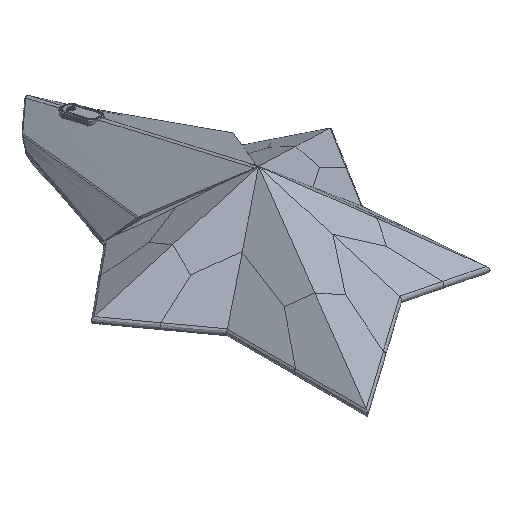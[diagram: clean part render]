
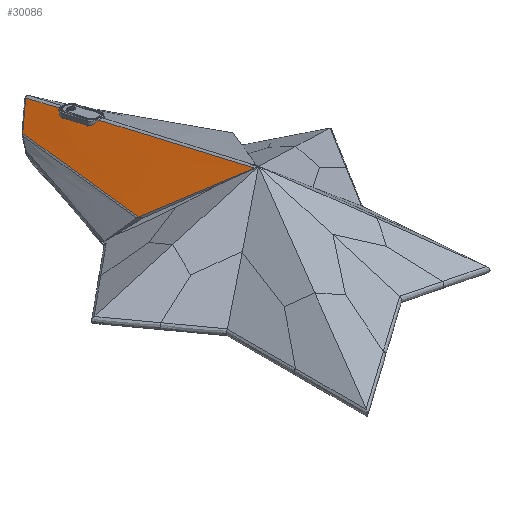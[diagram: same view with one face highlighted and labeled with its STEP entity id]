
A CAD part, isometric view. The second image highlights one B-rep face of the part: STEP entity #30086.
In plain terms, the highlighted free-form (B-spline) face has degree [3, 3] with [4, 4] control points.
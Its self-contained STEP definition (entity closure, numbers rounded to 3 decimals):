
#28775 = VERTEX_POINT('',#28776);
#28776 = CARTESIAN_POINT('',(-0.705,78.364,
    6.501));
#28823 = VERTEX_POINT('',#28824);
#28824 = CARTESIAN_POINT('',(-8.26,71.782,
    3.129));
#28876 = EDGE_CURVE('',#28823,#28775,#28877,.T.);
#28877 = B_SPLINE_CURVE_WITH_KNOTS('',3,(#28878,#28879,#28880,#28881),
  .UNSPECIFIED.,.F.,.F.,(4,4),(-0.857,-0.056),
  .PIECEWISE_BEZIER_KNOTS.);
#28878 = CARTESIAN_POINT('',(-8.26,71.782,
    3.129));
#28879 = CARTESIAN_POINT('',(-5.737,73.971,
    4.251));
#28880 = CARTESIAN_POINT('',(-3.22,76.167,
    5.376));
#28881 = CARTESIAN_POINT('',(-0.705,78.364,
    6.501));
#29882 = VERTEX_POINT('',#29883);
#29883 = CARTESIAN_POINT('',(-8.798,71.262,
    2.903));
#30055 = EDGE_CURVE('',#29882,#28823,#30056,.T.);
#30056 = B_SPLINE_CURVE_WITH_KNOTS('',3,(#30057,#30058,#30059,#30060),
  .UNSPECIFIED.,.F.,.F.,(4,4),(-0.06,-0.001),
  .PIECEWISE_BEZIER_KNOTS.);
#30057 = CARTESIAN_POINT('',(-8.798,71.262,
    2.903));
#30058 = CARTESIAN_POINT('',(-8.619,71.435,
    2.978));
#30059 = CARTESIAN_POINT('',(-8.439,71.609,
    3.053));
#30060 = CARTESIAN_POINT('',(-8.26,71.782,
    3.129));
#30086 = ADVANCED_FACE('',(#30087),#30177,.T.);
#30087 = FACE_BOUND('',#30088,.T.);
#30088 = EDGE_LOOP('',(#30089,#30090,#30091,#30101,#30110,#30119,#30140,
    #30149,#30170));
#30089 = ORIENTED_EDGE('',*,*,#28876,.F.);
#30090 = ORIENTED_EDGE('',*,*,#30055,.F.);
#30091 = ORIENTED_EDGE('',*,*,#30092,.F.);
#30092 = EDGE_CURVE('',#30093,#29882,#30095,.T.);
#30093 = VERTEX_POINT('',#30094);
#30094 = CARTESIAN_POINT('',(-20.668,17.35,
    9.377));
#30095 = B_SPLINE_CURVE_WITH_KNOTS('',3,(#30096,#30097,#30098,#30099,
    #30100),.UNSPECIFIED.,.F.,.F.,(4,1,4),(-0.023,
    2.081,4.186),.UNSPECIFIED.);
#30096 = CARTESIAN_POINT('',(-20.668,17.35,
    9.377));
#30097 = CARTESIAN_POINT('',(-18.692,26.335,
    8.293));
#30098 = CARTESIAN_POINT('',(-14.739,44.306,
    6.129));
#30099 = CARTESIAN_POINT('',(-10.782,62.278,
    3.966));
#30100 = CARTESIAN_POINT('',(-8.798,71.262,
    2.903));
#30101 = ORIENTED_EDGE('',*,*,#30102,.F.);
#30102 = EDGE_CURVE('',#30103,#30093,#30105,.T.);
#30103 = VERTEX_POINT('',#30104);
#30104 = CARTESIAN_POINT('',(-0.548,-5.021,
    25.961));
#30105 = B_SPLINE_CURVE_WITH_KNOTS('',3,(#30106,#30107,#30108,#30109),
  .UNSPECIFIED.,.F.,.F.,(4,4),(0.026,0.992),
  .PIECEWISE_BEZIER_KNOTS.);
#30106 = CARTESIAN_POINT('',(-0.548,-5.021,
    25.961));
#30107 = CARTESIAN_POINT('',(-7.255,2.436,
    20.433));
#30108 = CARTESIAN_POINT('',(-13.961,9.893,
    14.905));
#30109 = CARTESIAN_POINT('',(-20.668,17.35,
    9.377));
#30110 = ORIENTED_EDGE('',*,*,#30111,.F.);
#30111 = EDGE_CURVE('',#30112,#30103,#30114,.T.);
#30112 = VERTEX_POINT('',#30113);
#30113 = CARTESIAN_POINT('',(-0.62,51.752,
    12.747));
#30114 = B_SPLINE_CURVE_WITH_KNOTS('',3,(#30115,#30116,#30117,#30118),
  .UNSPECIFIED.,.F.,.F.,(4,4),(2.14,6.554),
  .PIECEWISE_BEZIER_KNOTS.);
#30115 = CARTESIAN_POINT('',(-0.62,51.752,
    12.747));
#30116 = CARTESIAN_POINT('',(-0.58,32.831,
    17.167));
#30117 = CARTESIAN_POINT('',(-0.562,13.906,
    21.565));
#30118 = CARTESIAN_POINT('',(-0.548,-5.021,
    25.961));
#30119 = ORIENTED_EDGE('',*,*,#30120,.T.);
#30120 = EDGE_CURVE('',#30112,#30121,#30123,.T.);
#30121 = VERTEX_POINT('',#30122);
#30122 = CARTESIAN_POINT('',(-2.641,53.984,
    10.999));
#30123 = B_SPLINE_CURVE_WITH_KNOTS('',3,(#30124,#30125,#30126,#30127,
    #30128,#30129,#30130,#30131,#30132,#30133,#30134,#30135,#30136,
    #30137,#30138,#30139),.UNSPECIFIED.,.F.,.F.,(4,2,2,2,2,2,2,4),(
    -0.628,-0.6,-0.519,-0.453,
    -0.391,-0.361,-0.345,-0.342),
  .UNSPECIFIED.);
#30124 = CARTESIAN_POINT('',(-0.62,51.752,
    12.747));
#30125 = CARTESIAN_POINT('',(-0.725,51.763,
    12.68));
#30126 = CARTESIAN_POINT('',(-0.829,51.781,
    12.613));
#30127 = CARTESIAN_POINT('',(-1.222,51.873,
    12.354));
#30128 = CARTESIAN_POINT('',(-1.497,51.994,
    12.159));
#30129 = CARTESIAN_POINT('',(-1.939,52.312,
    11.817));
#30130 = CARTESIAN_POINT('',(-2.115,52.49,
    11.669));
#30131 = CARTESIAN_POINT('',(-2.394,52.901,
    11.403));
#30132 = CARTESIAN_POINT('',(-2.498,53.127,
    11.287));
#30133 = CARTESIAN_POINT('',(-2.595,53.494,
    11.142));
#30134 = CARTESIAN_POINT('',(-2.617,53.617,
    11.099));
#30135 = CARTESIAN_POINT('',(-2.636,53.81,
    11.043));
#30136 = CARTESIAN_POINT('',(-2.64,53.877,
    11.025));
#30137 = CARTESIAN_POINT('',(-2.641,53.958,
    11.005));
#30138 = CARTESIAN_POINT('',(-2.641,53.971,
    11.002));
#30139 = CARTESIAN_POINT('',(-2.641,53.984,
    10.999));
#30140 = ORIENTED_EDGE('',*,*,#30141,.T.);
#30141 = EDGE_CURVE('',#30121,#30142,#30144,.T.);
#30142 = VERTEX_POINT('',#30143);
#30143 = CARTESIAN_POINT('',(-2.641,62.983,
    8.881));
#30144 = B_SPLINE_CURVE_WITH_KNOTS('',3,(#30145,#30146,#30147,#30148),
  .UNSPECIFIED.,.F.,.F.,(4,4),(-0.871,-0.183),
  .PIECEWISE_BEZIER_KNOTS.);
#30145 = CARTESIAN_POINT('',(-2.641,53.984,
    10.999));
#30146 = CARTESIAN_POINT('',(-2.641,56.97,
    10.297));
#30147 = CARTESIAN_POINT('',(-2.641,60.,
    9.584));
#30148 = CARTESIAN_POINT('',(-2.641,62.983,
    8.881));
#30149 = ORIENTED_EDGE('',*,*,#30150,.T.);
#30150 = EDGE_CURVE('',#30142,#30151,#30153,.T.);
#30151 = VERTEX_POINT('',#30152);
#30152 = CARTESIAN_POINT('',(-0.656,65.745,
    9.472));
#30153 = B_SPLINE_CURVE_WITH_KNOTS('',3,(#30154,#30155,#30156,#30157,
    #30158,#30159,#30160,#30161,#30162,#30163,#30164,#30165,#30166,
    #30167,#30168,#30169),.UNSPECIFIED.,.F.,.F.,(4,2,2,2,2,2,2,4),(
    -0.343,-0.342,-0.33,-0.317,
    -0.295,-0.224,-0.154,-0.059)
  ,.UNSPECIFIED.);
#30154 = CARTESIAN_POINT('',(-2.641,62.983,
    8.881));
#30155 = CARTESIAN_POINT('',(-2.641,62.988,
    8.879));
#30156 = CARTESIAN_POINT('',(-2.641,62.992,
    8.878));
#30157 = CARTESIAN_POINT('',(-2.641,63.046,
    8.866));
#30158 = CARTESIAN_POINT('',(-2.639,63.094,
    8.855));
#30159 = CARTESIAN_POINT('',(-2.633,63.199,
    8.835));
#30160 = CARTESIAN_POINT('',(-2.627,63.255,
    8.825));
#30161 = CARTESIAN_POINT('',(-2.608,63.407,
    8.801));
#30162 = CARTESIAN_POINT('',(-2.59,63.503,
    8.79));
#30163 = CARTESIAN_POINT('',(-2.495,63.898,
    8.756));
#30164 = CARTESIAN_POINT('',(-2.372,64.185,
    8.764));
#30165 = CARTESIAN_POINT('',(-2.051,64.708,
    8.842));
#30166 = CARTESIAN_POINT('',(-1.856,64.939,
    8.91));
#30167 = CARTESIAN_POINT('',(-1.342,65.405,
    9.122));
#30168 = CARTESIAN_POINT('',(-1.006,65.61,
    9.284));
#30169 = CARTESIAN_POINT('',(-0.656,65.745,
    9.472));
#30170 = ORIENTED_EDGE('',*,*,#30171,.F.);
#30171 = EDGE_CURVE('',#28775,#30151,#30172,.T.);
#30172 = B_SPLINE_CURVE_WITH_KNOTS('',3,(#30173,#30174,#30175,#30176),
  .UNSPECIFIED.,.F.,.F.,(4,4),(0.071,1.052),
  .PIECEWISE_BEZIER_KNOTS.);
#30173 = CARTESIAN_POINT('',(-0.705,78.364,
    6.501));
#30174 = CARTESIAN_POINT('',(-0.684,74.159,
    7.495));
#30175 = CARTESIAN_POINT('',(-0.669,69.952,
    8.484));
#30176 = CARTESIAN_POINT('',(-0.656,65.745,
    9.472));
#30177 = B_SPLINE_SURFACE_WITH_KNOTS('',3,3,(
    (#30178,#30179,#30180,#30181)
    ,(#30182,#30183,#30184,#30185)
    ,(#30186,#30187,#30188,#30189)
    ,(#30190,#30191,#30192,#30193
    )),.UNSPECIFIED.,.F.,.F.,.F.,(4,4),(4,4),(0.,1.),(0.,1.),
  .PIECEWISE_BEZIER_KNOTS.);
#30178 = CARTESIAN_POINT('',(0.,-5.63,26.413));
#30179 = CARTESIAN_POINT('',(-6.943,2.089,
    20.69));
#30180 = CARTESIAN_POINT('',(-13.886,9.809,
    14.967));
#30181 = CARTESIAN_POINT('',(-20.829,17.529,
    9.245));
#30182 = CARTESIAN_POINT('',(0.,22.879,19.81));
#30183 = CARTESIAN_POINT('',(-5.61,27.166,
    15.554));
#30184 = CARTESIAN_POINT('',(-11.219,31.452,
    11.299));
#30185 = CARTESIAN_POINT('',(-16.829,35.738,
    7.043));
#30186 = CARTESIAN_POINT('',(0.,51.389,13.206));
#30187 = CARTESIAN_POINT('',(-4.276,52.242,
    10.418));
#30188 = CARTESIAN_POINT('',(-8.553,53.095,
    7.63));
#30189 = CARTESIAN_POINT('',(-12.829,53.947,
    4.842));
#30190 = CARTESIAN_POINT('',(0.,79.899,6.603));
#30191 = CARTESIAN_POINT('',(-2.943,77.318,
    5.283));
#30192 = CARTESIAN_POINT('',(-5.886,74.737,
    3.962));
#30193 = CARTESIAN_POINT('',(-8.829,72.156,
    2.641));
